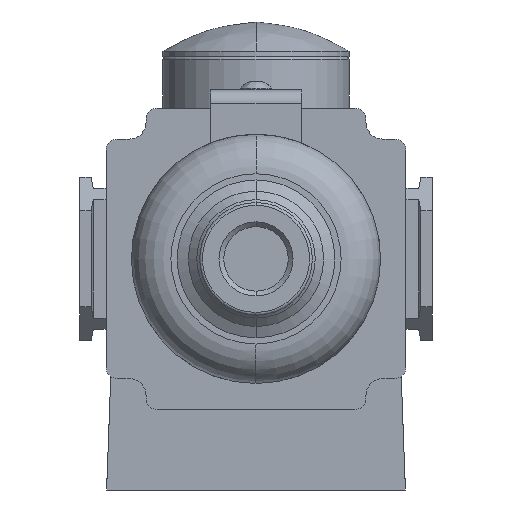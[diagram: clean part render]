
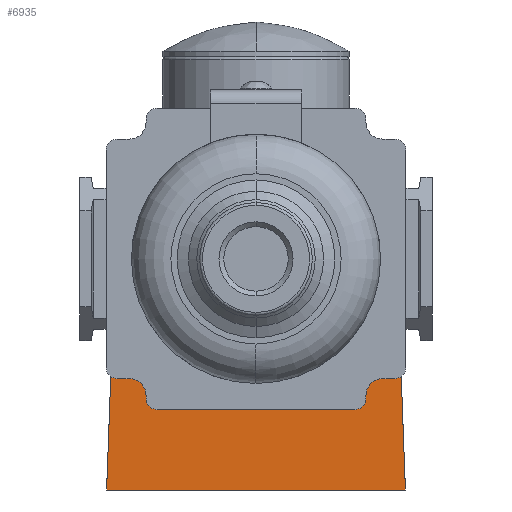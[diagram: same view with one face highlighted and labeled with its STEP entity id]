
A CAD part, front view. The second image highlights one B-rep face of the part: STEP entity #6935.
In plain terms, the highlighted planar face has unit normal (0, -1, 0).
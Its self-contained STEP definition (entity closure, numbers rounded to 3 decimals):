
#79 = EDGE_CURVE ( 'NONE', #7193, #4688, #5606, .T. ) ;
#122 = DIRECTION ( 'NONE',  ( 0., 1., 0. ) ) ;
#151 = CARTESIAN_POINT ( 'NONE',  ( -16., 37.5, -14. ) ) ;
#155 = VERTEX_POINT ( 'NONE', #2123 ) ;
#175 = ORIENTED_EDGE ( 'NONE', *, *, #5028, .T. ) ;
#220 = AXIS2_PLACEMENT_3D ( 'NONE', #1916, #122, #4851 ) ;
#253 = ORIENTED_EDGE ( 'NONE', *, *, #5317, .T. ) ;
#274 = CARTESIAN_POINT ( 'NONE',  ( 13., 37.5, -17. ) ) ;
#288 = CARTESIAN_POINT ( 'NONE',  ( -13., 37.5, -17. ) ) ;
#405 = ORIENTED_EDGE ( 'NONE', *, *, #2145, .T. ) ;
#505 = LINE ( 'NONE', #1634, #3761 ) ;
#613 = DIRECTION ( 'NONE',  ( 0., 0., -1. ) ) ;
#647 = CARTESIAN_POINT ( 'NONE',  ( -26.5, 37.5, -39. ) ) ;
#666 = DIRECTION ( 'NONE',  ( 1., 0., 0. ) ) ;
#769 = CARTESIAN_POINT ( 'NONE',  ( 24.984, 37.5, 0.904 ) ) ;
#816 = CIRCLE ( 'NONE', #4767, 2. ) ;
#895 = LINE ( 'NONE', #274, #1677 ) ;
#987 = DIRECTION ( 'NONE',  ( 1., 0., 0. ) ) ;
#1029 = CARTESIAN_POINT ( 'NONE',  ( -24.4, 37.5, -14. ) ) ;
#1040 = CARTESIAN_POINT ( 'NONE',  ( -11., 37.5, -26.65 ) ) ;
#1087 = VERTEX_POINT ( 'NONE', #1835 ) ;
#1133 = EDGE_CURVE ( 'NONE', #5284, #2141, #4246, .T. ) ;
#1172 = CARTESIAN_POINT ( 'NONE',  ( -26.5, 37.5, -39. ) ) ;
#1187 = VECTOR ( 'NONE', #6517, 1000. ) ;
#1230 = LINE ( 'NONE', #3087, #4475 ) ;
#1231 = CARTESIAN_POINT ( 'NONE',  ( 26.5, 37.5, -39. ) ) ;
#1246 = CARTESIAN_POINT ( 'NONE',  ( -16., 37.5, -14. ) ) ;
#1278 = VERTEX_POINT ( 'NONE', #5630 ) ;
#1291 = PLANE ( 'NONE',  #220 ) ;
#1357 = DIRECTION ( 'NONE',  ( -1., 0., 0. ) ) ;
#1372 = ORIENTED_EDGE ( 'NONE', *, *, #1628, .T. ) ;
#1447 = CARTESIAN_POINT ( 'NONE',  ( 26.428, 37.5, -39. ) ) ;
#1453 = DIRECTION ( 'NONE',  ( 1., 0., 0. ) ) ;
#1475 = CARTESIAN_POINT ( 'NONE',  ( -26.5, 37.5, -41. ) ) ;
#1488 = DIRECTION ( 'NONE',  ( 0., 1., 0. ) ) ;
#1502 = CARTESIAN_POINT ( 'NONE',  ( 24.4, 37.5, -14. ) ) ;
#1533 = EDGE_CURVE ( 'NONE', #5914, #4785, #7105, .T. ) ;
#1559 = ORIENTED_EDGE ( 'NONE', *, *, #5848, .F. ) ;
#1628 = EDGE_CURVE ( 'NONE', #7448, #6368, #3007, .T. ) ;
#1634 = CARTESIAN_POINT ( 'NONE',  ( -26.5, 37.5, -41. ) ) ;
#1677 = VECTOR ( 'NONE', #3915, 1000. ) ;
#1710 = CARTESIAN_POINT ( 'NONE',  ( 24.4, 37.5, -12. ) ) ;
#1734 = VERTEX_POINT ( 'NONE', #1447 ) ;
#1739 = LINE ( 'NONE', #1231, #4439 ) ;
#1835 = CARTESIAN_POINT ( 'NONE',  ( -26.5, 37.5, -39. ) ) ;
#1844 = ORIENTED_EDGE ( 'NONE', *, *, #2089, .T. ) ;
#1916 = CARTESIAN_POINT ( 'NONE',  ( 0., 37.5, 0. ) ) ;
#1963 = VECTOR ( 'NONE', #3825, 1000. ) ;
#2089 = EDGE_CURVE ( 'NONE', #1278, #7193, #5575, .T. ) ;
#2123 = CARTESIAN_POINT ( 'NONE',  ( 26.5, 37.5, -41. ) ) ;
#2141 = VERTEX_POINT ( 'NONE', #2517 ) ;
#2145 = EDGE_CURVE ( 'NONE', #5914, #5284, #2559, .T. ) ;
#2185 = ORIENTED_EDGE ( 'NONE', *, *, #7631, .F. ) ;
#2203 = VECTOR ( 'NONE', #6783, 1000. ) ;
#2225 = EDGE_CURVE ( 'NONE', #6368, #3913, #6676, .T. ) ;
#2251 = VERTEX_POINT ( 'NONE', #1475 ) ;
#2252 = DIRECTION ( 'NONE',  ( 1., 0., 0. ) ) ;
#2311 = CIRCLE ( 'NONE', #5893, 3. ) ;
#2404 = LINE ( 'NONE', #1172, #1187 ) ;
#2428 = ORIENTED_EDGE ( 'NONE', *, *, #2594, .F. ) ;
#2436 = CARTESIAN_POINT ( 'NONE',  ( 11., 37.5, -26.65 ) ) ;
#2508 = DIRECTION ( 'NONE',  ( 0., 0., -1. ) ) ;
#2517 = CARTESIAN_POINT ( 'NONE',  ( -25.511, 37.5, -13.663 ) ) ;
#2559 = LINE ( 'NONE', #151, #3583 ) ;
#2585 = EDGE_CURVE ( 'NONE', #1087, #2251, #5538, .T. ) ;
#2594 = EDGE_CURVE ( 'NONE', #155, #2251, #1230, .T. ) ;
#2876 = DIRECTION ( 'NONE',  ( 0., 1., 0. ) ) ;
#3007 = CIRCLE ( 'NONE', #7357, 2. ) ;
#3087 = CARTESIAN_POINT ( 'NONE',  ( 26.5, 37.5, -41. ) ) ;
#3171 = CARTESIAN_POINT ( 'NONE',  ( 11., 37.5, -26.65 ) ) ;
#3376 = CARTESIAN_POINT ( 'NONE',  ( 24.4, 37.5, -14. ) ) ;
#3464 = VERTEX_POINT ( 'NONE', #5392 ) ;
#3525 = CARTESIAN_POINT ( 'NONE',  ( 16., 37.5, -17. ) ) ;
#3563 = CARTESIAN_POINT ( 'NONE',  ( 11., 37.5, -24.65 ) ) ;
#3583 = VECTOR ( 'NONE', #7260, 1000. ) ;
#3657 = EDGE_CURVE ( 'NONE', #6685, #2141, #505, .T. ) ;
#3761 = VECTOR ( 'NONE', #4610, 1000. ) ;
#3825 = DIRECTION ( 'NONE',  ( -1., 0., 0. ) ) ;
#3913 = VERTEX_POINT ( 'NONE', #1040 ) ;
#3915 = DIRECTION ( 'NONE',  ( 0., 0., -1. ) ) ;
#3927 = DIRECTION ( 'NONE',  ( 1., 0., 0. ) ) ;
#3957 = ORIENTED_EDGE ( 'NONE', *, *, #3657, .F. ) ;
#4070 = DIRECTION ( 'NONE',  ( 0., 1., 0. ) ) ;
#4182 = CARTESIAN_POINT ( 'NONE',  ( -13., 37.5, -24.65 ) ) ;
#4191 = FACE_OUTER_BOUND ( 'NONE', #4980, .T. ) ;
#4232 = ORIENTED_EDGE ( 'NONE', *, *, #5090, .F. ) ;
#4246 = CIRCLE ( 'NONE', #7225, 2. ) ;
#4322 = CARTESIAN_POINT ( 'NONE',  ( -11., 37.5, -24.65 ) ) ;
#4346 = CARTESIAN_POINT ( 'NONE',  ( -26.428, 37.5, -39. ) ) ;
#4439 = VECTOR ( 'NONE', #613, 1000. ) ;
#4475 = VECTOR ( 'NONE', #7252, 1000. ) ;
#4610 = DIRECTION ( 'NONE',  ( 0.036, 0., 0.999 ) ) ;
#4683 = LINE ( 'NONE', #7564, #6884 ) ;
#4688 = VERTEX_POINT ( 'NONE', #7197 ) ;
#4767 = AXIS2_PLACEMENT_3D ( 'NONE', #4322, #6691, #3927 ) ;
#4785 = VERTEX_POINT ( 'NONE', #288 ) ;
#4851 = DIRECTION ( 'NONE',  ( 0., 0., 1. ) ) ;
#4980 = EDGE_LOOP ( 'NONE', ( #3957, #4232, #7064, #2428, #2185, #1559, #5902, #1844, #7247, #5583, #175, #1372, #6959, #6872, #253, #5384, #405, #6178 ) ) ;
#5028 = EDGE_CURVE ( 'NONE', #6678, #7448, #895, .T. ) ;
#5056 = CARTESIAN_POINT ( 'NONE',  ( -16., 37.5, -17. ) ) ;
#5090 = EDGE_CURVE ( 'NONE', #1087, #6685, #4683, .T. ) ;
#5244 = AXIS2_PLACEMENT_3D ( 'NONE', #5056, #7429, #987 ) ;
#5284 = VERTEX_POINT ( 'NONE', #1029 ) ;
#5317 = EDGE_CURVE ( 'NONE', #7259, #4785, #7434, .T. ) ;
#5384 = ORIENTED_EDGE ( 'NONE', *, *, #1533, .F. ) ;
#5392 = CARTESIAN_POINT ( 'NONE',  ( 26.5, 37.5, -39. ) ) ;
#5538 = LINE ( 'NONE', #647, #7566 ) ;
#5575 = CIRCLE ( 'NONE', #6317, 2. ) ;
#5583 = ORIENTED_EDGE ( 'NONE', *, *, #5931, .F. ) ;
#5606 = LINE ( 'NONE', #1502, #1963 ) ;
#5630 = CARTESIAN_POINT ( 'NONE',  ( 25.511, 37.5, -13.663 ) ) ;
#5712 = EDGE_CURVE ( 'NONE', #3913, #7259, #816, .T. ) ;
#5754 = VECTOR ( 'NONE', #6969, 1000. ) ;
#5795 = CARTESIAN_POINT ( 'NONE',  ( -13., 37.5, -24.65 ) ) ;
#5848 = EDGE_CURVE ( 'NONE', #1734, #3464, #2404, .T. ) ;
#5893 = AXIS2_PLACEMENT_3D ( 'NONE', #3525, #2876, #666 ) ;
#5902 = ORIENTED_EDGE ( 'NONE', *, *, #7682, .F. ) ;
#5914 = VERTEX_POINT ( 'NONE', #1246 ) ;
#5931 = EDGE_CURVE ( 'NONE', #6678, #4688, #2311, .T. ) ;
#5932 = DIRECTION ( 'NONE',  ( 0., 1., 0. ) ) ;
#6178 = ORIENTED_EDGE ( 'NONE', *, *, #1133, .T. ) ;
#6181 = CARTESIAN_POINT ( 'NONE',  ( -24.4, 37.5, -12. ) ) ;
#6317 = AXIS2_PLACEMENT_3D ( 'NONE', #1710, #4070, #6438 ) ;
#6368 = VERTEX_POINT ( 'NONE', #3171 ) ;
#6438 = DIRECTION ( 'NONE',  ( 0., 0., 1. ) ) ;
#6517 = DIRECTION ( 'NONE',  ( 1., 0., 0. ) ) ;
#6556 = DIRECTION ( 'NONE',  ( 1., 0., 0. ) ) ;
#6676 = LINE ( 'NONE', #2436, #6827 ) ;
#6678 = VERTEX_POINT ( 'NONE', #6680 ) ;
#6680 = CARTESIAN_POINT ( 'NONE',  ( 13., 37.5, -17. ) ) ;
#6685 = VERTEX_POINT ( 'NONE', #4346 ) ;
#6691 = DIRECTION ( 'NONE',  ( 0., 1., 0. ) ) ;
#6748 = LINE ( 'NONE', #769, #2203 ) ;
#6783 = DIRECTION ( 'NONE',  ( 0.036, 0., -0.999 ) ) ;
#6791 = CARTESIAN_POINT ( 'NONE',  ( 13., 37.5, -24.65 ) ) ;
#6827 = VECTOR ( 'NONE', #1357, 1000. ) ;
#6872 = ORIENTED_EDGE ( 'NONE', *, *, #5712, .T. ) ;
#6884 = VECTOR ( 'NONE', #2252, 1000. ) ;
#6935 = ADVANCED_FACE ( 'NONE', ( #4191 ), #1291, .F. ) ;
#6959 = ORIENTED_EDGE ( 'NONE', *, *, #2225, .T. ) ;
#6969 = DIRECTION ( 'NONE',  ( 0., 0., 1. ) ) ;
#7064 = ORIENTED_EDGE ( 'NONE', *, *, #2585, .T. ) ;
#7105 = CIRCLE ( 'NONE', #5244, 3. ) ;
#7193 = VERTEX_POINT ( 'NONE', #3376 ) ;
#7197 = CARTESIAN_POINT ( 'NONE',  ( 16., 37.5, -14. ) ) ;
#7225 = AXIS2_PLACEMENT_3D ( 'NONE', #6181, #1488, #1453 ) ;
#7247 = ORIENTED_EDGE ( 'NONE', *, *, #79, .T. ) ;
#7252 = DIRECTION ( 'NONE',  ( -1., 0., 0. ) ) ;
#7259 = VERTEX_POINT ( 'NONE', #4182 ) ;
#7260 = DIRECTION ( 'NONE',  ( -1., 0., 0. ) ) ;
#7357 = AXIS2_PLACEMENT_3D ( 'NONE', #3563, #5932, #6556 ) ;
#7429 = DIRECTION ( 'NONE',  ( 0., 1., 0. ) ) ;
#7434 = LINE ( 'NONE', #5795, #5754 ) ;
#7448 = VERTEX_POINT ( 'NONE', #6791 ) ;
#7564 = CARTESIAN_POINT ( 'NONE',  ( -26.5, 37.5, -39. ) ) ;
#7566 = VECTOR ( 'NONE', #2508, 1000. ) ;
#7631 = EDGE_CURVE ( 'NONE', #3464, #155, #1739, .T. ) ;
#7682 = EDGE_CURVE ( 'NONE', #1278, #1734, #6748, .T. ) ;
